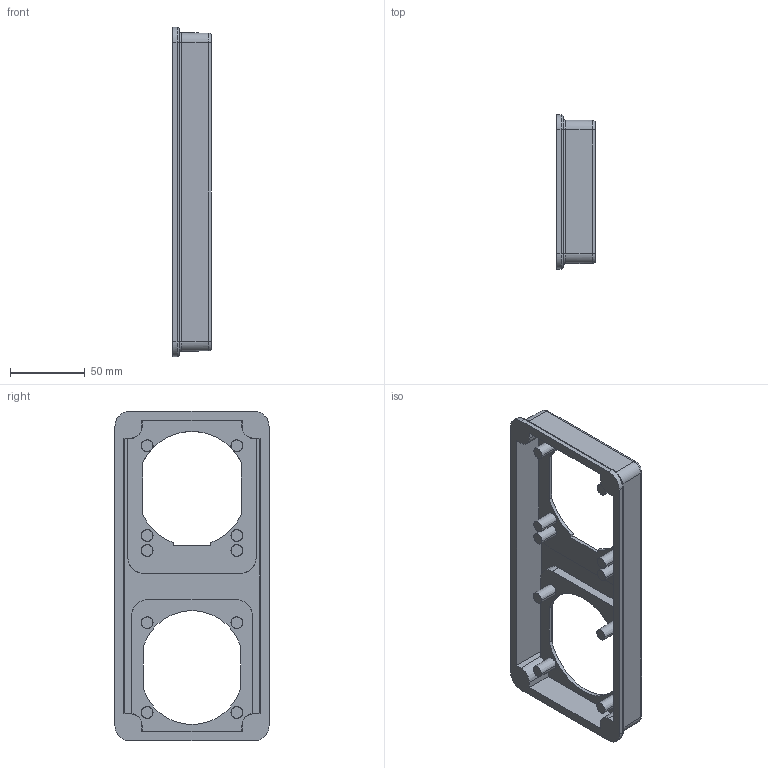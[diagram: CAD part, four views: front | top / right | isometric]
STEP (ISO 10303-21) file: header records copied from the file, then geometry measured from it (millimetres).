
FILE_DESCRIPTION((''),'2;1');
FILE_NAME('GW66709N','2021-03-19T16:27:26',('User'),('Axiro Italia'),'CREO PARAMETRIC BY PTC INC, 2020354','CREO PARAMETRIC BY PTC INC, 2020354','');
FILE_SCHEMA(('CONFIG_CONTROL_DESIGN'));
Length unit declared in the file: millimetre
Products named in the file (1): GW66709N
Bounding box: 26 x 103 x 220 mm (x, y, z)
Volume: 97626 mm3; surface area: 66344.7 mm2
Topology: 1 solids, 1 shells, 182 faces, 457 edges, 298 vertices
Faces by surface type: plane 88, cone 48, cylinder 34, bspline 8, torus 4
Entity records: 6583 total; most frequent: CARTESIAN_POINT 2233, ORIENTED_EDGE 914, DIRECTION 857, EDGE_CURVE 457, AXIS2_PLACEMENT_3D 310, VERTEX_POINT 298, VECTOR 237, LINE 237
